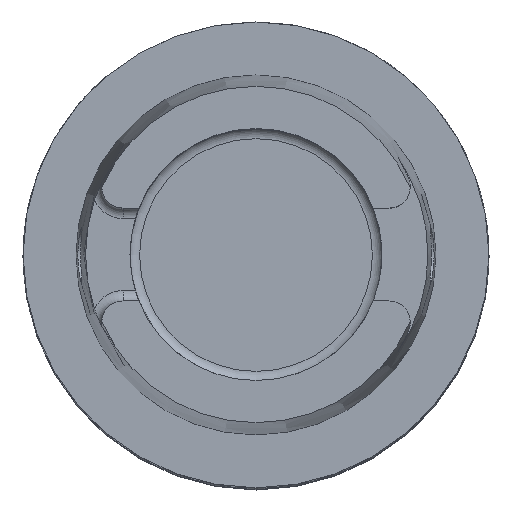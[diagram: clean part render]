
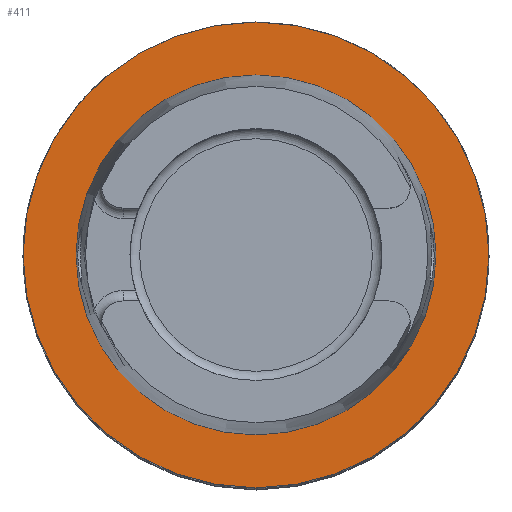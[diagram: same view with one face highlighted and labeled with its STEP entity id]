
A CAD part, top view. The second image highlights one B-rep face of the part: STEP entity #411.
In plain terms, the highlighted planar face has unit normal (0, 0, 1).
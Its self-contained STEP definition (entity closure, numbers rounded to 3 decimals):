
#107=PLANE('',#1659);
#411=ADVANCED_FACE('',(#514,#515),#107,.F.);
#514=FACE_BOUND('',#605,.T.);
#515=FACE_BOUND('',#606,.T.);
#605=EDGE_LOOP('',(#880));
#606=EDGE_LOOP('',(#881));
#880=ORIENTED_EDGE('',*,*,#1335,.F.);
#881=ORIENTED_EDGE('',*,*,#1399,.T.);
#1178=VERTEX_POINT('',#2664);
#1219=VERTEX_POINT('',#2934);
#1335=EDGE_CURVE('',#1178,#1178,#1495,.T.);
#1399=EDGE_CURVE('',#1219,#1219,#1509,.T.);
#1495=CIRCLE('',#1627,31.47);
#1509=CIRCLE('',#1657,24.321);
#1627=AXIS2_PLACEMENT_3D('',#2663,#1892,#1893);
#1657=AXIS2_PLACEMENT_3D('',#2933,#1982,#1983);
#1659=AXIS2_PLACEMENT_3D('',#2936,#1986,#1987);
#1892=DIRECTION('',(0.,0.,-1.));
#1893=DIRECTION('',(1.,0.,0.));
#1982=DIRECTION('',(0.,0.,-1.));
#1983=DIRECTION('',(1.,0.,0.));
#1986=DIRECTION('',(0.,0.,-1.));
#1987=DIRECTION('',(1.,0.,0.));
#2663=CARTESIAN_POINT('',(0.,0.,0.));
#2664=CARTESIAN_POINT('',(31.47,0.,0.));
#2933=CARTESIAN_POINT('',(0.,0.,0.));
#2934=CARTESIAN_POINT('',(24.321,0.,0.));
#2936=CARTESIAN_POINT('',(0.,-25.43,0.));
